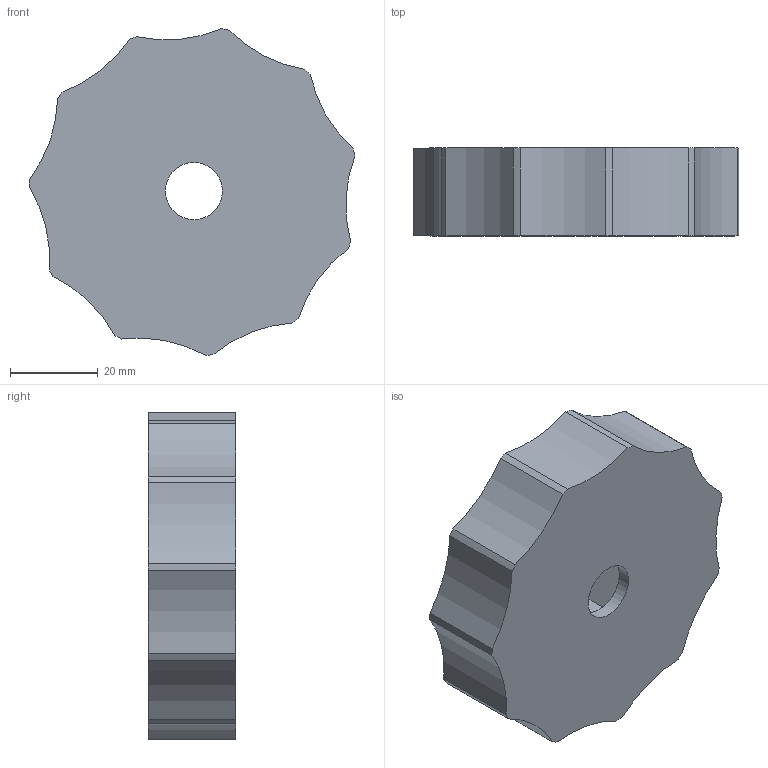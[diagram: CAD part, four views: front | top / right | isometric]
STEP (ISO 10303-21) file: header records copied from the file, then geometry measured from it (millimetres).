
FILE_DESCRIPTION(/* description */ (''),/* implementation_level */ '2;1');
FILE_NAME(/* name */ '20220222_knurled_screw.stp',/* time_stamp */ '2023-02-22T11:50:31+01:00',/* author */ ('Jens'),/* organization */ (''),/* preprocessor_version */ 'ST-DEVELOPER v19',/* originating_system */ 'Autodesk Inventor 2023',/* authorisation */ '');
FILE_SCHEMA (('AUTOMOTIVE_DESIGN { 1 0 10303 214 3 1 1 }'));
Length unit declared in the file: millimetre
Products named in the file (1): rändelschraube
Bounding box: 74.13 x 20 x 74.37 mm (x, y, z)
Volume: 70649 mm3; surface area: 14087.1 mm2
Topology: 1 solids, 1 shells, 32 faces, 87 edges, 58 vertices
Faces by surface type: cylinder 23, plane 9
Full cylindrical faces by diameter (mm): 13 x1
Entity records: 1084 total; most frequent: DIRECTION 199, CARTESIAN_POINT 178, ORIENTED_EDGE 174, EDGE_CURVE 87, AXIS2_PLACEMENT_3D 79, VERTEX_POINT 58, CIRCLE 46, LINE 41
